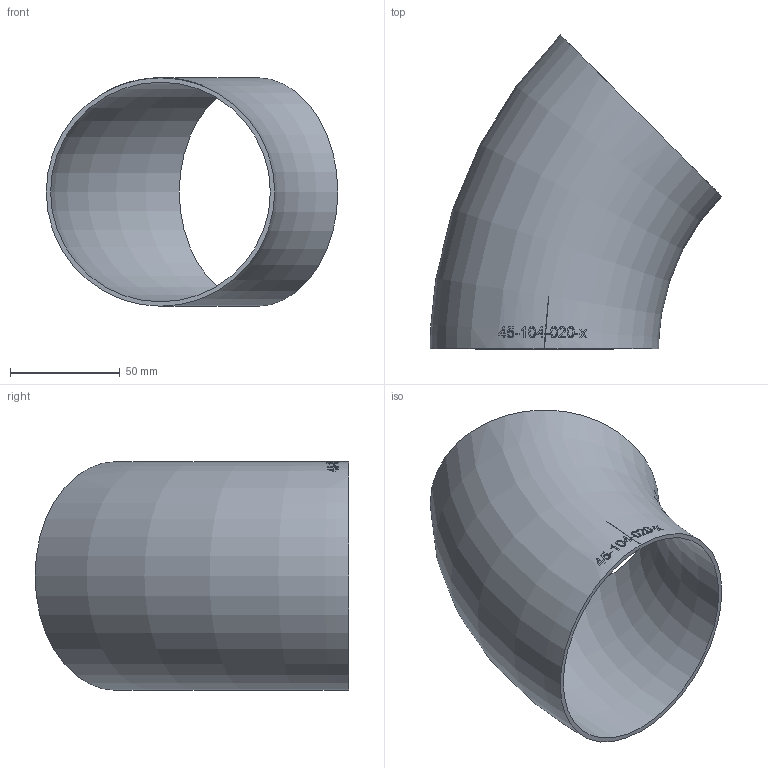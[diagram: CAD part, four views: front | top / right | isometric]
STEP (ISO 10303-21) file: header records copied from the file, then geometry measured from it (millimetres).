
FILE_DESCRIPTION (( 'STEP AP214' ), '1' );
FILE_NAME ('45-104-020-x Bogen 2004.STEP', '2020-04-16T13:06:08', ( '' ), ( '' ), 'SwSTEP 2.0', 'SolidWorks 2019', '' );
FILE_SCHEMA (( 'AUTOMOTIVE_DESIGN' ));
Length unit declared in the file: millimetre
Products named in the file (1): 45-104-020-x Bogen 2004
Bounding box: 132.7 x 142.84 x 104 mm (x, y, z)
Volume: 75500.4 mm3; surface area: 76791.7 mm2
Topology: 1 solids, 1 shells, 142 faces, 370 edges, 247 vertices
Faces by surface type: bspline 121, torus 19, plane 2
Entity records: 17249 total; most frequent: CARTESIAN_POINT 13346, ORIENTED_EDGE 734, EDGE_CURVE 367, B_SPLINE_CURVE_WITH_KNOTS 363, VERTEX_POINT 246, EDGE_LOOP 163, FACE_OUTER_BOUND 144, ADVANCED_FACE 142
